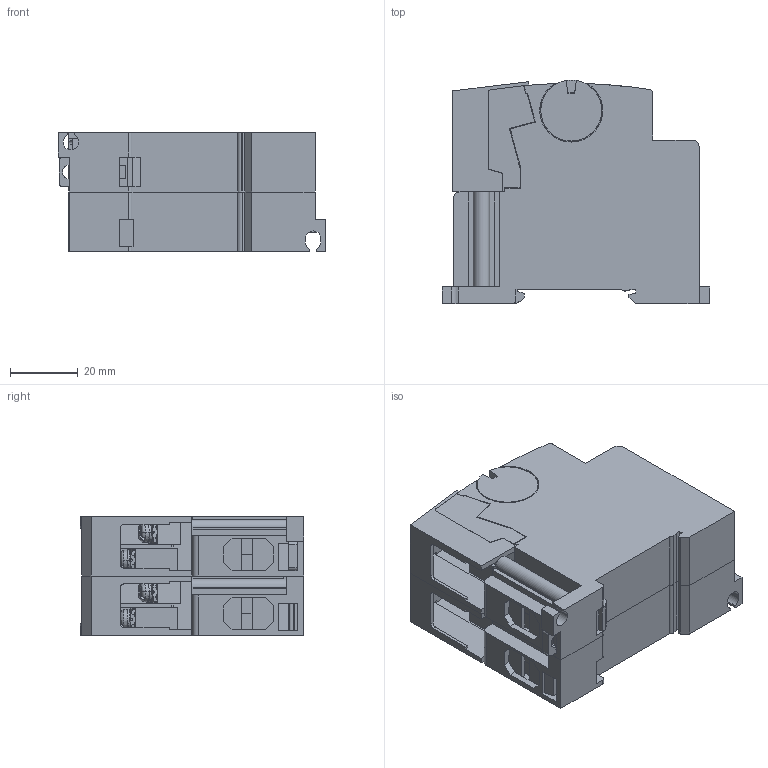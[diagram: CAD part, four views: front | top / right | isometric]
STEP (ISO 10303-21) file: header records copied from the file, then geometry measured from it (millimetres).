
FILE_DESCRIPTION (( 'STEP AP203' ), '1' );
FILE_NAME ('OUTSIDE-NC1V-2112_2131.STEP', '2014-03-27T00:25:32', ( 'IDEC' ), ( '' ), 'SwSTEP 2.0', 'SolidWorks 2012', '' );
FILE_SCHEMA (( 'CONFIG_CONTROL_DESIGN' ));
Length unit declared in the file: millimetre
Products named in the file (6): OUTSIDE-NC1V-2112_2131; OUTSIDE-NC1V-AUX-CV; OUTSIDE_NC1V-CLAW; OUTSIDE_NC1V-HANDLE2; OUTSIDE_NC1V-CASE2-01; OUTSIDE_NC1V-CASE1-01
Assembly tree (6 placements, depth 2):
  OUTSIDE-NC1V-2112_2131
    OUTSIDE_NC1V-CASE1-01
    OUTSIDE_NC1V-CASE2-01
    OUTSIDE_NC1V-HANDLE2
    OUTSIDE_NC1V-CLAW
    OUTSIDE-NC1V-AUX-CV  x2
Bounding box: 78.8 x 66 x 35 mm (x, y, z)
Volume: 124290.4 mm3; surface area: 46844.6 mm2
Topology: 6 solids, 6 shells, 2054 faces, 6157 edges, 3961 vertices
Faces by surface type: plane 1436, cylinder 430, bspline 130, cone 58
Entity records: 71955 total; most frequent: CARTESIAN_POINT 18333, ORIENTED_EDGE 12166, DIRECTION 9771, EDGE_CURVE 6083, VECTOR 4287, LINE 4287, VERTEX_POINT 3913, AXIS2_PLACEMENT_3D 2742
